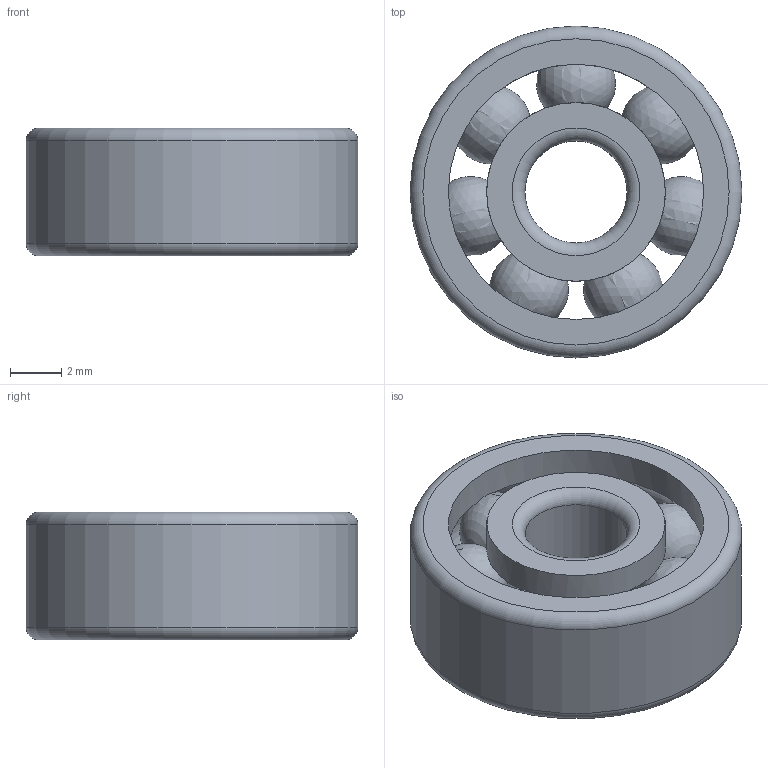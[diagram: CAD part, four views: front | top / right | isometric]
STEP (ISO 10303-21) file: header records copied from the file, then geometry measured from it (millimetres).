
FILE_DESCRIPTION(/* description */ ('STEP AP214','CAx-IF Rec.Pracs.---Representation and Presentation of Product Manufacturing Information (PMI)---4.0---2014-10-13'),/* implementation_level */ '2;1');
FILE_NAME(/* name */ 'Bearing624.step',/* time_stamp */ '2025-02-04T13:38:10-08:00',/* author */ (''),/* organization */ (''),/* preprocessor_version */ 'ST-DEVELOPER v20',/* originating_system */ 'Autodesk Translation Framework v13.20.0.188',/* authorisation */ '');
FILE_SCHEMA (('AP242_MANAGED_MODEL_BASED_3D_ENGINEERING_MIM_LF { 1 0 10303 442 1 1 4 }'));
Length unit declared in the file: millimetre
Products named in the file (1): Bearing 624 ZZ
Bounding box: 13 x 13 x 5 mm (x, y, z)
Volume: 429.2 mm3; surface area: 841.6 mm2
Topology: 1 solids, 1 shells, 35 faces, 156 edges, 104 vertices
Faces by surface type: torus 18, sphere 7, cylinder 6, plane 4
Full cylindrical faces by diameter (mm): 4 x1, 7 x2, 10 x2, 13 x1
Entity records: 2878 total; most frequent: CARTESIAN_POINT 1682, ORIENTED_EDGE 284, DIRECTION 210, EDGE_CURVE 142, VERTEX_POINT 104, AXIS2_PLACEMENT_3D 102, B_SPLINE_CURVE_WITH_KNOTS 70, CIRCLE 66
